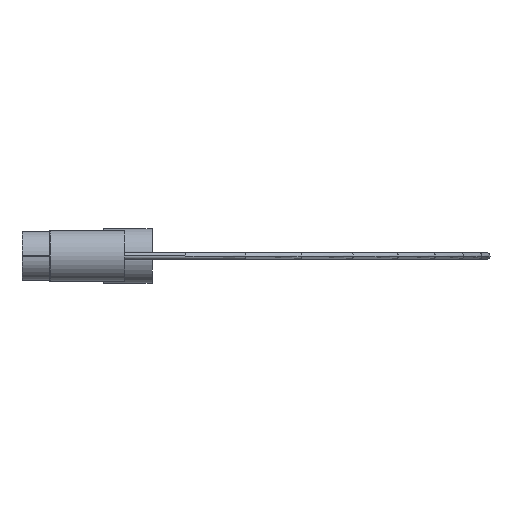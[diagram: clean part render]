
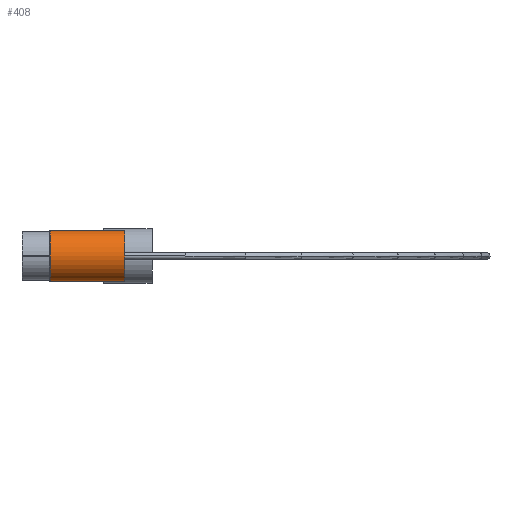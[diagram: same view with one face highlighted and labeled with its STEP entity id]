
A CAD part, left-side view. The second image highlights one B-rep face of the part: STEP entity #408.
In plain terms, the highlighted cylindrical face has radius 9.525 mm (diameter 19.05 mm), a partial arc.
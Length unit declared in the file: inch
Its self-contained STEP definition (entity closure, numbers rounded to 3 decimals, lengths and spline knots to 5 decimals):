
#12 = FACE_OUTER_BOUND ( 'NONE', #1708, .T. ) ;
#73 = CIRCLE ( 'NONE', #760, 0.375 ) ;
#75 = CIRCLE ( 'NONE', #774, 0.375 ) ;
#194 = EDGE_CURVE ( 'NONE', #674, #640, #75, .T. ) ;
#196 = EDGE_CURVE ( 'NONE', #652, #666, #73, .T. ) ;
#232 = ORIENTED_EDGE ( 'NONE', *, *, #194, .T. ) ;
#262 = ORIENTED_EDGE ( 'NONE', *, *, #196, .F. ) ;
#296 = ORIENTED_EDGE ( 'NONE', *, *, #819, .T. ) ;
#337 = ORIENTED_EDGE ( 'NONE', *, *, #817, .F. ) ;
#386 = CYLINDRICAL_SURFACE ( 'NONE', #779, 0.375 ) ;
#408 = ADVANCED_FACE ( 'NONE', ( #12 ), #386, .T. ) ;
#640 = VERTEX_POINT ( 'NONE', #1323 ) ;
#652 = VERTEX_POINT ( 'NONE', #1263 ) ;
#666 = VERTEX_POINT ( 'NONE', #1530 ) ;
#674 = VERTEX_POINT ( 'NONE', #1490 ) ;
#760 = AXIS2_PLACEMENT_3D ( 'NONE', #1173, #1516, #1512 ) ;
#774 = AXIS2_PLACEMENT_3D ( 'NONE', #1468, #1465, #1300 ) ;
#779 = AXIS2_PLACEMENT_3D ( 'NONE', #1093, #1095, #1387 ) ;
#817 = EDGE_CURVE ( 'NONE', #674, #652, #833, .T. ) ;
#819 = EDGE_CURVE ( 'NONE', #640, #666, #829, .T. ) ;
#828 = VECTOR ( 'NONE', #1859, 39.37008 ) ;
#829 = LINE ( 'NONE', #1954, #828 ) ;
#830 = VECTOR ( 'NONE', #1849, 39.37008 ) ;
#833 = LINE ( 'NONE', #1951, #830 ) ;
#1093 = CARTESIAN_POINT ( 'NONE',  ( 0., 0., 0. ) ) ;
#1095 = DIRECTION ( 'NONE',  ( 0., -1., 0. ) ) ;
#1173 = CARTESIAN_POINT ( 'NONE',  ( 0., 0., 0. ) ) ;
#1263 = CARTESIAN_POINT ( 'NONE',  ( 0., 0., 0.375 ) ) ;
#1300 = DIRECTION ( 'NONE',  ( 0., 0., 1. ) ) ;
#1323 = CARTESIAN_POINT ( 'NONE',  ( 0., 1.09, -0.375 ) ) ;
#1387 = DIRECTION ( 'NONE',  ( 0., 0., -1. ) ) ;
#1465 = DIRECTION ( 'NONE',  ( 0., -1., 0. ) ) ;
#1468 = CARTESIAN_POINT ( 'NONE',  ( 0., 1.09, 0. ) ) ;
#1490 = CARTESIAN_POINT ( 'NONE',  ( 0., 1.09, 0.375 ) ) ;
#1512 = DIRECTION ( 'NONE',  ( 0., 0., -1. ) ) ;
#1516 = DIRECTION ( 'NONE',  ( 0., -1., 0. ) ) ;
#1530 = CARTESIAN_POINT ( 'NONE',  ( 0., 0., -0.375 ) ) ;
#1708 = EDGE_LOOP ( 'NONE', ( #337, #232, #296, #262 ) ) ;
#1849 = DIRECTION ( 'NONE',  ( 0., -1., 0. ) ) ;
#1859 = DIRECTION ( 'NONE',  ( 0., -1., 0. ) ) ;
#1951 = CARTESIAN_POINT ( 'NONE',  ( 0., 0., 0.375 ) ) ;
#1954 = CARTESIAN_POINT ( 'NONE',  ( 0., 0., -0.375 ) ) ;
